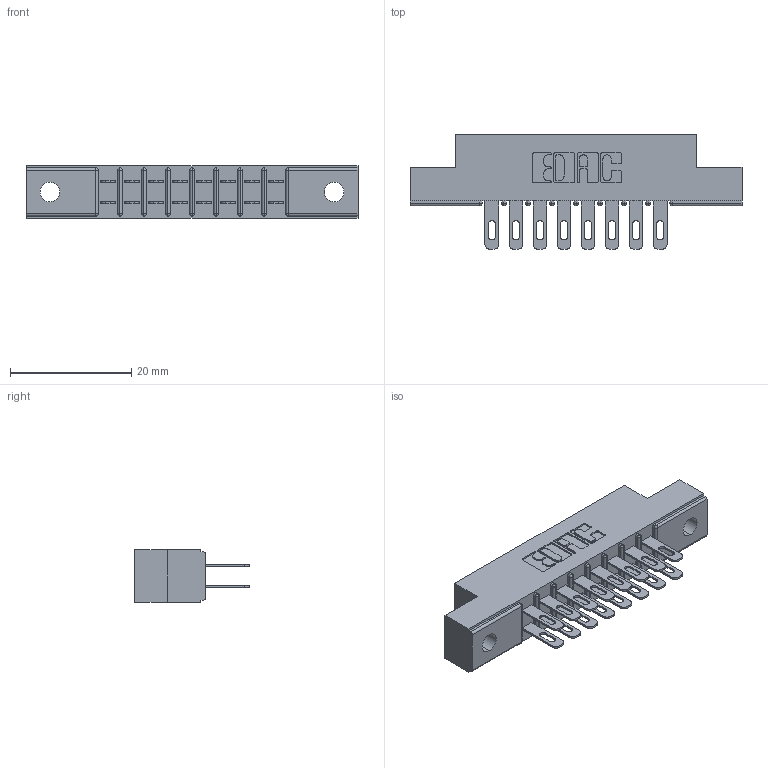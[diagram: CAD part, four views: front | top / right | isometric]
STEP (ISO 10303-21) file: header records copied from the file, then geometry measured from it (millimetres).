
FILE_DESCRIPTION (( 'STEP AP203' ), '1' );
FILE_NAME ('315-016-500-202.STEP', '2019-09-10T13:42:44', ( '' ), ( '' ), 'SwSTEP 2.0', 'SolidWorks 2016', '' );
FILE_SCHEMA (( 'CONFIG_CONTROL_DESIGN' ));
Length unit declared in the file: inch
Products named in the file (3): 305-290-001_500; 305 Part_.128 Dia; 315-016-500-202
Assembly tree (17 placements, depth 2):
  315-016-500-202
    305 Part_.128 Dia
    305-290-001_500  x16
Bounding box: 54.71 x 18.85 x 8.71 mm (x, y, z)
Volume: 3469.4 mm3; surface area: 5748.2 mm2
Topology: 17 solids, 17 shells, 916 faces, 2612 edges, 1696 vertices
Faces by surface type: plane 516, cylinder 368, sphere 32
Entity records: 12825 total; most frequent: CARTESIAN_POINT 2122, ORIENTED_EDGE 2100, DIRECTION 2082, EDGE_CURVE 1050, LINE 810, VECTOR 810, VERTEX_POINT 676, AXIS2_PLACEMENT_3D 636
